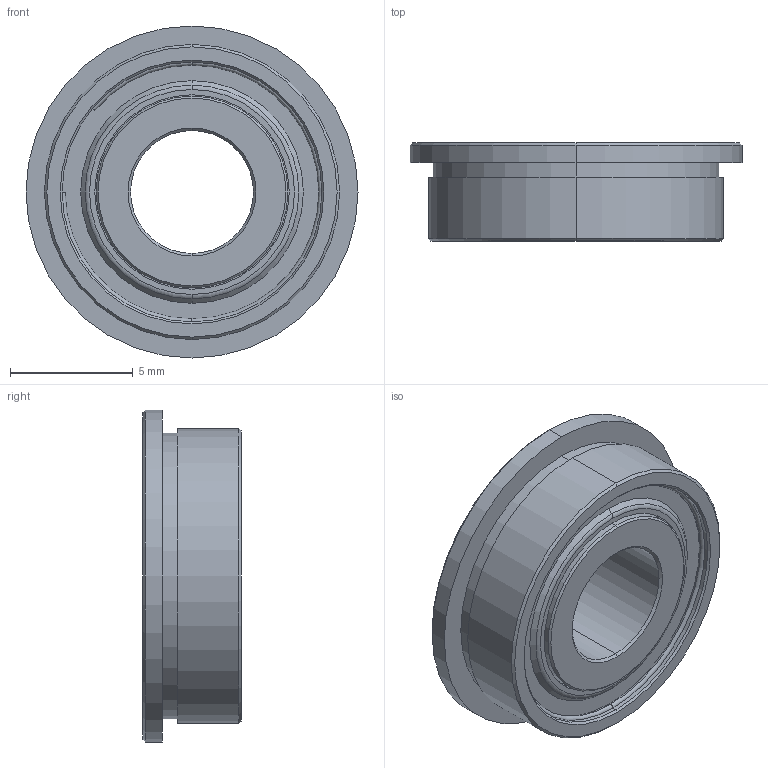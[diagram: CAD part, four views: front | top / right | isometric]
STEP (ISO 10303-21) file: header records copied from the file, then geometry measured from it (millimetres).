
FILE_DESCRIPTION (( 'STEP AP203' ), '1' );
FILE_NAME ('535218.STEP', '2016-10-07T14:01:41', ( '' ), ( '' ), 'SwSTEP 2.0', 'SolidWorks 2014', '' );
FILE_SCHEMA (( 'CONFIG_CONTROL_DESIGN' ));
Length unit declared in the file: millimetre
Products named in the file (1): 535218
Bounding box: 13.5 x 4 x 13.5 mm (x, y, z)
Volume: 358 mm3; surface area: 632.5 mm2
Topology: 3 solids, 3 shells, 80 faces, 156 edges, 94 vertices
Faces by surface type: cylinder 24, cone 20, torus 18, plane 18
Entity records: 2149 total; most frequent: DIRECTION 430, CARTESIAN_POINT 331, ORIENTED_EDGE 312, AXIS2_PLACEMENT_3D 193, EDGE_CURVE 156, CIRCLE 112, VERTEX_POINT 94, EDGE_LOOP 94
